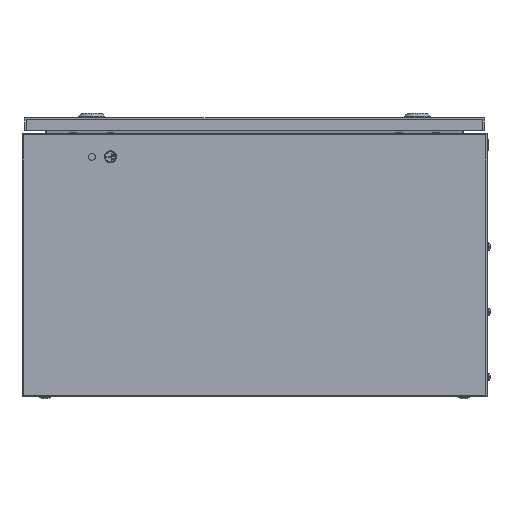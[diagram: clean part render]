
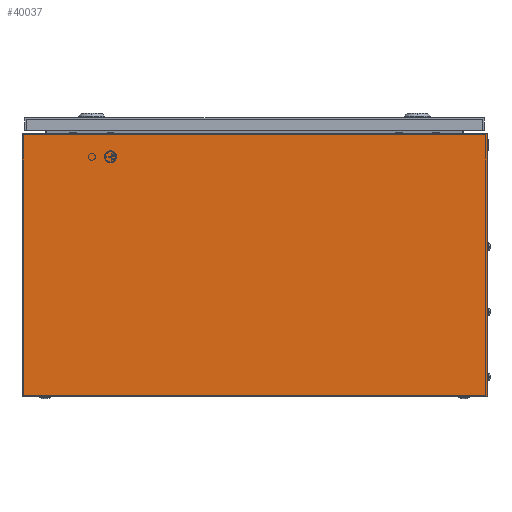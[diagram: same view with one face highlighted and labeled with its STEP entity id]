
A CAD part, left-side view. The second image highlights one B-rep face of the part: STEP entity #40037.
In plain terms, the highlighted planar face has unit normal (-1, 0, 0).
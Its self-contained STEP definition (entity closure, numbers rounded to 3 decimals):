
#1370 = VECTOR ( 'NONE', #62520, 1000. ) ;
#4252 = EDGE_CURVE ( 'NONE', #68444, #57799, #32361, .T. ) ;
#9829 = ORIENTED_EDGE ( 'NONE', *, *, #69501, .F. ) ;
#9996 = AXIS2_PLACEMENT_3D ( 'NONE', #50219, #12267, #17493 ) ;
#12267 = DIRECTION ( 'NONE',  ( 1., 0., 0. ) ) ;
#14869 = ORIENTED_EDGE ( 'NONE', *, *, #37484, .T. ) ;
#16183 = VERTEX_POINT ( 'NONE', #71886 ) ;
#17493 = DIRECTION ( 'NONE',  ( 0., 0., -1. ) ) ;
#23045 = CARTESIAN_POINT ( 'NONE',  ( 0., 0., 283. ) ) ;
#28613 = LINE ( 'NONE', #23045, #68649 ) ;
#30023 = ORIENTED_EDGE ( 'NONE', *, *, #4252, .F. ) ;
#30391 = EDGE_CURVE ( 'NONE', #72333, #16183, #39156, .T. ) ;
#32361 = LINE ( 'NONE', #66147, #48232 ) ;
#35622 = LINE ( 'NONE', #63848, #55959 ) ;
#36009 = CARTESIAN_POINT ( 'NONE',  ( 0., 500., 283. ) ) ;
#37484 = EDGE_CURVE ( 'NONE', #68444, #72333, #35622, .T. ) ;
#39156 = LINE ( 'NONE', #68074, #1370 ) ;
#39213 = ORIENTED_EDGE ( 'NONE', *, *, #30391, .T. ) ;
#40037 = ADVANCED_FACE ( 'NONE', ( #68358 ), #67987, .F. ) ;
#41583 = DIRECTION ( 'NONE',  ( 0., 0., -1. ) ) ;
#44922 = CARTESIAN_POINT ( 'NONE',  ( 0., 0., 283. ) ) ;
#45223 = CARTESIAN_POINT ( 'NONE',  ( 0., 500., 0. ) ) ;
#48232 = VECTOR ( 'NONE', #66481, 1000. ) ;
#50219 = CARTESIAN_POINT ( 'NONE',  ( 0., 0., 283. ) ) ;
#50609 = DIRECTION ( 'NONE',  ( 0., 0., -1. ) ) ;
#55959 = VECTOR ( 'NONE', #41583, 1000. ) ;
#57799 = VERTEX_POINT ( 'NONE', #44922 ) ;
#62520 = DIRECTION ( 'NONE',  ( 0., -1., 0. ) ) ;
#63848 = CARTESIAN_POINT ( 'NONE',  ( 0., 500., 283. ) ) ;
#65266 = EDGE_LOOP ( 'NONE', ( #39213, #9829, #30023, #14869 ) ) ;
#66147 = CARTESIAN_POINT ( 'NONE',  ( 0., 0., 283. ) ) ;
#66481 = DIRECTION ( 'NONE',  ( 0., -1., 0. ) ) ;
#67987 = PLANE ( 'NONE',  #9996 ) ;
#68074 = CARTESIAN_POINT ( 'NONE',  ( 0., 0., 0. ) ) ;
#68358 = FACE_OUTER_BOUND ( 'NONE', #65266, .T. ) ;
#68444 = VERTEX_POINT ( 'NONE', #36009 ) ;
#68649 = VECTOR ( 'NONE', #50609, 1000. ) ;
#69501 = EDGE_CURVE ( 'NONE', #57799, #16183, #28613, .T. ) ;
#71886 = CARTESIAN_POINT ( 'NONE',  ( 0., 0., 0. ) ) ;
#72333 = VERTEX_POINT ( 'NONE', #45223 ) ;
